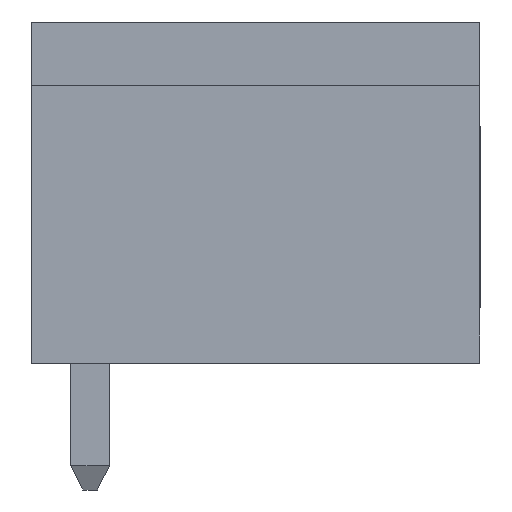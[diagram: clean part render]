
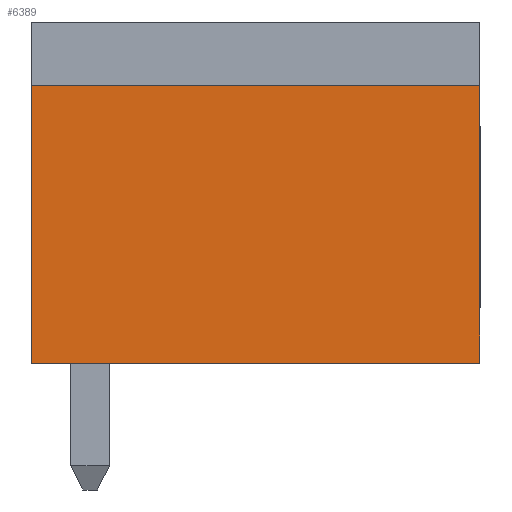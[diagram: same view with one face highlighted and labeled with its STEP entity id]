
A CAD part, left-side view. The second image highlights one B-rep face of the part: STEP entity #6389.
In plain terms, the highlighted planar face has unit normal (-1, 0, 0).
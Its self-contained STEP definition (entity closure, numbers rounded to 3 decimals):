
#1214=ORIENTED_EDGE('',*,*,#2518,.F.);
#1215=ORIENTED_EDGE('',*,*,#2617,.F.);
#1216=ORIENTED_EDGE('',*,*,#2491,.F.);
#1217=ORIENTED_EDGE('',*,*,#2438,.F.);
#2438=EDGE_CURVE('',#3271,#3272,#3959,.T.);
#2491=EDGE_CURVE('',#3272,#3319,#4000,.T.);
#2518=EDGE_CURVE('',#3339,#3271,#4023,.T.);
#2617=EDGE_CURVE('',#3319,#3339,#4119,.T.);
#3271=VERTEX_POINT('',#9429);
#3272=VERTEX_POINT('',#9431);
#3319=VERTEX_POINT('',#9534);
#3339=VERTEX_POINT('',#9585);
#3959=LINE('',#9430,#4753);
#4000=LINE('',#9533,#4794);
#4023=LINE('',#9586,#4817);
#4119=LINE('',#9785,#4913);
#4753=VECTOR('',#7624,1000.);
#4794=VECTOR('',#7695,1000.);
#4817=VECTOR('',#7736,1000.);
#4913=VECTOR('',#7932,1000.);
#5430=EDGE_LOOP('',(#1214,#1215,#1216,#1217));
#5787=FACE_BOUND('',#5430,.T.);
#6104=PLANE('',#6803);
#6389=ADVANCED_FACE('',(#5787),#6104,.F.);
#6803=AXIS2_PLACEMENT_3D('',#9786,#7933,#7934);
#7624=DIRECTION('',(0.,1.,0.));
#7695=DIRECTION('',(0.,0.,1.));
#7736=DIRECTION('',(0.,0.,-1.));
#7932=DIRECTION('',(0.,-1.,0.));
#7933=DIRECTION('',(1.,0.,0.));
#7934=DIRECTION('',(0.,0.,-1.));
#9429=CARTESIAN_POINT('',(-10.4,0.,-3.5));
#9430=CARTESIAN_POINT('',(-10.4,0.,-3.5));
#9431=CARTESIAN_POINT('',(-10.4,9.2,-3.5));
#9533=CARTESIAN_POINT('',(-10.4,9.2,-3.5));
#9534=CARTESIAN_POINT('',(-10.4,9.2,2.2));
#9585=CARTESIAN_POINT('',(-10.4,0.,2.2));
#9586=CARTESIAN_POINT('',(-10.4,0.,2.2));
#9785=CARTESIAN_POINT('',(-10.4,9.2,2.2));
#9786=CARTESIAN_POINT('',(-10.4,0.,0.));
